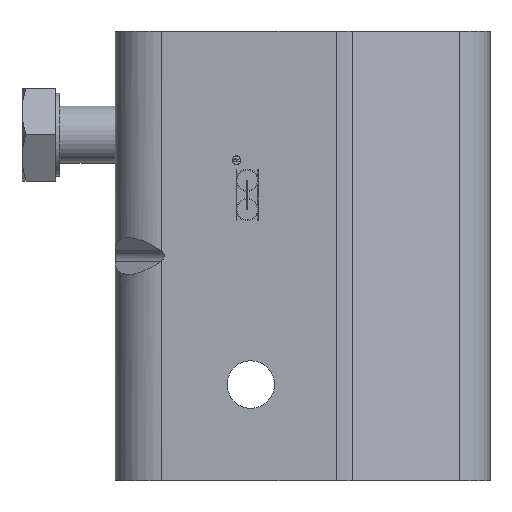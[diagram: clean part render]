
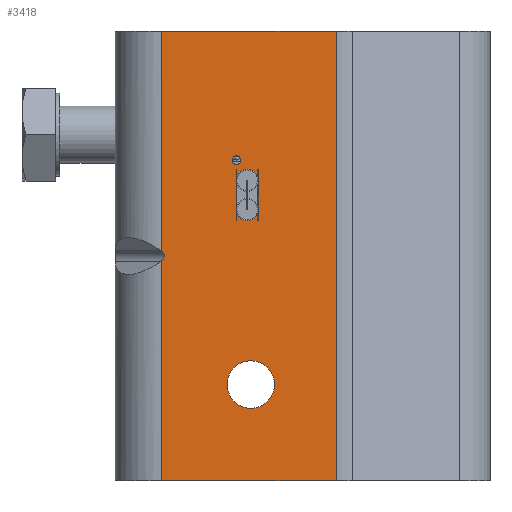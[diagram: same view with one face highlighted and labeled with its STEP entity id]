
A CAD part, left-side view. The second image highlights one B-rep face of the part: STEP entity #3418.
In plain terms, the highlighted planar face has unit normal (-1, 0, 0).
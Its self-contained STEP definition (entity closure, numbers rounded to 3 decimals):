
#140=FACE_BOUND('',#1141,.T.);
#141=FACE_BOUND('',#1142,.T.);
#142=FACE_BOUND('',#1143,.T.);
#217=LINE('',#5007,#525);
#218=LINE('',#5009,#526);
#219=LINE('',#5011,#527);
#220=LINE('',#5013,#528);
#221=LINE('',#5014,#529);
#222=LINE('',#5019,#530);
#223=LINE('',#5021,#531);
#224=LINE('',#5025,#532);
#225=LINE('',#5027,#533);
#226=LINE('',#5029,#534);
#227=LINE('',#5031,#535);
#228=LINE('',#5033,#536);
#229=LINE('',#5037,#537);
#230=LINE('',#5039,#538);
#231=LINE('',#5040,#539);
#525=VECTOR('',#4021,10.);
#526=VECTOR('',#4022,10.);
#527=VECTOR('',#4023,10.);
#528=VECTOR('',#4024,10.);
#529=VECTOR('',#4025,10.);
#530=VECTOR('',#4028,10.);
#531=VECTOR('',#4029,10.);
#532=VECTOR('',#4032,10.);
#533=VECTOR('',#4033,10.);
#534=VECTOR('',#4034,10.);
#535=VECTOR('',#4035,10.);
#536=VECTOR('',#4036,10.);
#537=VECTOR('',#4039,10.);
#538=VECTOR('',#4040,10.);
#539=VECTOR('',#4041,10.);
#826=PLANE('',#3706);
#938=FACE_OUTER_BOUND('',#1140,.T.);
#1140=EDGE_LOOP('',(#2373,#2374,#2375,#2376,#2377,#2378));
#1141=EDGE_LOOP('',(#2379));
#1142=EDGE_LOOP('',(#2380,#2381,#2382,#2383,#2384,#2385,#2386,#2387,#2388,
#2389,#2390,#2391));
#1143=EDGE_LOOP('',(#2392));
#1362=ELLIPSE('',#3700,1.414,1.);
#1384=CIRCLE('',#3707,3.324);
#1385=CIRCLE('',#3708,1.55);
#1386=CIRCLE('',#3709,1.55);
#1387=CIRCLE('',#3710,0.625);
#1487=VERTEX_POINT('',#4981);
#1488=VERTEX_POINT('',#4986);
#1492=VERTEX_POINT('',#5006);
#1493=VERTEX_POINT('',#5008);
#1494=VERTEX_POINT('',#5010);
#1495=VERTEX_POINT('',#5012);
#1496=VERTEX_POINT('',#5015);
#1497=VERTEX_POINT('',#5017);
#1498=VERTEX_POINT('',#5018);
#1499=VERTEX_POINT('',#5020);
#1500=VERTEX_POINT('',#5022);
#1501=VERTEX_POINT('',#5024);
#1502=VERTEX_POINT('',#5026);
#1503=VERTEX_POINT('',#5028);
#1504=VERTEX_POINT('',#5030);
#1505=VERTEX_POINT('',#5032);
#1506=VERTEX_POINT('',#5034);
#1507=VERTEX_POINT('',#5036);
#1508=VERTEX_POINT('',#5038);
#1509=VERTEX_POINT('',#5041);
#1835=EDGE_CURVE('',#1488,#1487,#1362,.F.);
#1842=EDGE_CURVE('',#1488,#1492,#217,.T.);
#1843=EDGE_CURVE('',#1487,#1493,#218,.T.);
#1844=EDGE_CURVE('',#1493,#1494,#219,.T.);
#1845=EDGE_CURVE('',#1495,#1494,#220,.T.);
#1846=EDGE_CURVE('',#1495,#1492,#221,.T.);
#1847=EDGE_CURVE('',#1496,#1496,#1384,.T.);
#1848=EDGE_CURVE('',#1497,#1498,#222,.T.);
#1849=EDGE_CURVE('',#1498,#1499,#223,.T.);
#1850=EDGE_CURVE('',#1499,#1500,#1385,.T.);
#1851=EDGE_CURVE('',#1500,#1501,#224,.T.);
#1852=EDGE_CURVE('',#1501,#1502,#225,.T.);
#1853=EDGE_CURVE('',#1502,#1503,#226,.T.);
#1854=EDGE_CURVE('',#1503,#1504,#227,.T.);
#1855=EDGE_CURVE('',#1504,#1505,#228,.T.);
#1856=EDGE_CURVE('',#1505,#1506,#1386,.T.);
#1857=EDGE_CURVE('',#1506,#1507,#229,.T.);
#1858=EDGE_CURVE('',#1507,#1508,#230,.T.);
#1859=EDGE_CURVE('',#1508,#1497,#231,.T.);
#1860=EDGE_CURVE('',#1509,#1509,#1387,.T.);
#2373=ORIENTED_EDGE('',*,*,#1842,.F.);
#2374=ORIENTED_EDGE('',*,*,#1835,.T.);
#2375=ORIENTED_EDGE('',*,*,#1843,.T.);
#2376=ORIENTED_EDGE('',*,*,#1844,.T.);
#2377=ORIENTED_EDGE('',*,*,#1845,.F.);
#2378=ORIENTED_EDGE('',*,*,#1846,.T.);
#2379=ORIENTED_EDGE('',*,*,#1847,.T.);
#2380=ORIENTED_EDGE('',*,*,#1848,.T.);
#2381=ORIENTED_EDGE('',*,*,#1849,.T.);
#2382=ORIENTED_EDGE('',*,*,#1850,.T.);
#2383=ORIENTED_EDGE('',*,*,#1851,.T.);
#2384=ORIENTED_EDGE('',*,*,#1852,.T.);
#2385=ORIENTED_EDGE('',*,*,#1853,.T.);
#2386=ORIENTED_EDGE('',*,*,#1854,.T.);
#2387=ORIENTED_EDGE('',*,*,#1855,.T.);
#2388=ORIENTED_EDGE('',*,*,#1856,.T.);
#2389=ORIENTED_EDGE('',*,*,#1857,.T.);
#2390=ORIENTED_EDGE('',*,*,#1858,.T.);
#2391=ORIENTED_EDGE('',*,*,#1859,.T.);
#2392=ORIENTED_EDGE('',*,*,#1860,.T.);
#3418=ADVANCED_FACE('',(#938,#140,#141,#142),#826,.T.);
#3700=AXIS2_PLACEMENT_3D('',#4987,#4006,#4007);
#3706=AXIS2_PLACEMENT_3D('',#5005,#4019,#4020);
#3707=AXIS2_PLACEMENT_3D('',#5016,#4026,#4027);
#3708=AXIS2_PLACEMENT_3D('',#5023,#4030,#4031);
#3709=AXIS2_PLACEMENT_3D('',#5035,#4037,#4038);
#3710=AXIS2_PLACEMENT_3D('',#5042,#4042,#4043);
#4006=DIRECTION('center_axis',(-1.,0.,0.));
#4007=DIRECTION('ref_axis',(0.,-1.,0.));
#4019=DIRECTION('center_axis',(-1.,0.,0.));
#4020=DIRECTION('ref_axis',(0.,0.,1.));
#4021=DIRECTION('',(0.,0.,1.));
#4022=DIRECTION('',(0.,0.,-1.));
#4023=DIRECTION('',(0.,-1.,0.));
#4024=DIRECTION('',(0.,0.,-1.));
#4025=DIRECTION('',(0.,1.,0.));
#4026=DIRECTION('center_axis',(1.,0.,0.));
#4027=DIRECTION('ref_axis',(0.,0.,-1.));
#4028=DIRECTION('',(0.,1.,0.));
#4029=DIRECTION('',(0.,0.,1.));
#4030=DIRECTION('center_axis',(1.,0.,0.));
#4031=DIRECTION('ref_axis',(0.,-0.936,0.352));
#4032=DIRECTION('',(0.,0.,-1.));
#4033=DIRECTION('',(0.,1.,0.));
#4034=DIRECTION('',(0.,0.,1.));
#4035=DIRECTION('',(0.,-1.,0.));
#4036=DIRECTION('',(0.,0.,-1.));
#4037=DIRECTION('center_axis',(1.,0.,0.));
#4038=DIRECTION('ref_axis',(0.,0.936,-0.352));
#4039=DIRECTION('',(0.,0.,1.));
#4040=DIRECTION('',(0.,-1.,0.));
#4041=DIRECTION('',(0.,0.,-1.));
#4042=DIRECTION('center_axis',(1.,0.,0.));
#4043=DIRECTION('ref_axis',(0.,0.,-1.));
#4981=CARTESIAN_POINT('',(-29.,46.,-0.682));
#4986=CARTESIAN_POINT('',(-29.,46.,0.682));
#4987=CARTESIAN_POINT('Origin',(-29.,47.034,0.));
#5005=CARTESIAN_POINT('Origin',(-29.,20.383,0.));
#5006=CARTESIAN_POINT('',(-29.,46.,31.5));
#5007=CARTESIAN_POINT('',(-29.,46.,0.));
#5008=CARTESIAN_POINT('',(-29.,46.,-31.5));
#5009=CARTESIAN_POINT('',(-29.,46.,0.));
#5010=CARTESIAN_POINT('',(-29.,21.529,-31.5));
#5011=CARTESIAN_POINT('',(-29.,20.383,-31.5));
#5012=CARTESIAN_POINT('',(-29.,21.529,31.5));
#5013=CARTESIAN_POINT('',(-29.,21.529,0.));
#5014=CARTESIAN_POINT('',(-29.,20.383,31.5));
#5015=CARTESIAN_POINT('',(-29.,33.5,-14.677));
#5016=CARTESIAN_POINT('Origin',(-29.,33.5,-18.));
#5017=CARTESIAN_POINT('',(-29.,32.451,5.));
#5018=CARTESIAN_POINT('',(-29.,32.55,5.));
#5019=CARTESIAN_POINT('',(-29.,26.417,5.));
#5020=CARTESIAN_POINT('',(-29.,32.55,5.955));
#5021=CARTESIAN_POINT('',(-29.,32.55,2.5));
#5022=CARTESIAN_POINT('',(-29.,35.451,5.955));
#5023=CARTESIAN_POINT('Origin',(-29.,34.,6.5));
#5024=CARTESIAN_POINT('',(-29.,35.451,5.));
#5025=CARTESIAN_POINT('',(-29.,35.451,2.978));
#5026=CARTESIAN_POINT('',(-29.,35.55,5.));
#5027=CARTESIAN_POINT('',(-29.,27.917,5.));
#5028=CARTESIAN_POINT('',(-29.,35.55,12.098));
#5029=CARTESIAN_POINT('',(-29.,35.55,2.5));
#5030=CARTESIAN_POINT('',(-29.,35.451,12.098));
#5031=CARTESIAN_POINT('',(-29.,27.966,12.098));
#5032=CARTESIAN_POINT('',(-29.,35.451,11.143));
#5033=CARTESIAN_POINT('',(-29.,35.451,6.049));
#5034=CARTESIAN_POINT('',(-29.,32.55,11.143));
#5035=CARTESIAN_POINT('Origin',(-29.,34.,10.598));
#5036=CARTESIAN_POINT('',(-29.,32.55,12.098));
#5037=CARTESIAN_POINT('',(-29.,32.55,5.571));
#5038=CARTESIAN_POINT('',(-29.,32.451,12.098));
#5039=CARTESIAN_POINT('',(-29.,26.466,12.098));
#5040=CARTESIAN_POINT('',(-29.,32.451,6.049));
#5041=CARTESIAN_POINT('',(-29.,35.5,14.013));
#5042=CARTESIAN_POINT('Origin',(-29.,35.5,13.388));
